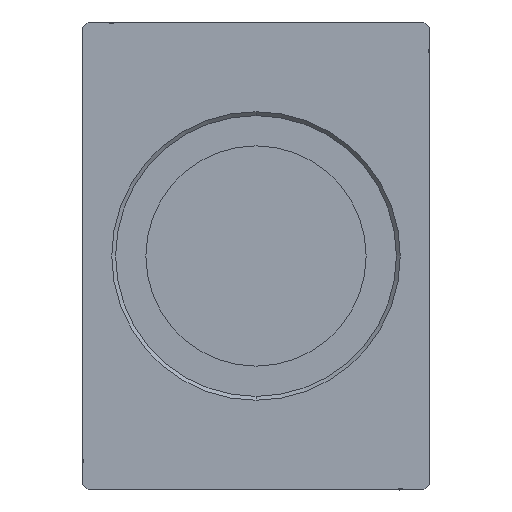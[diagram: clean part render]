
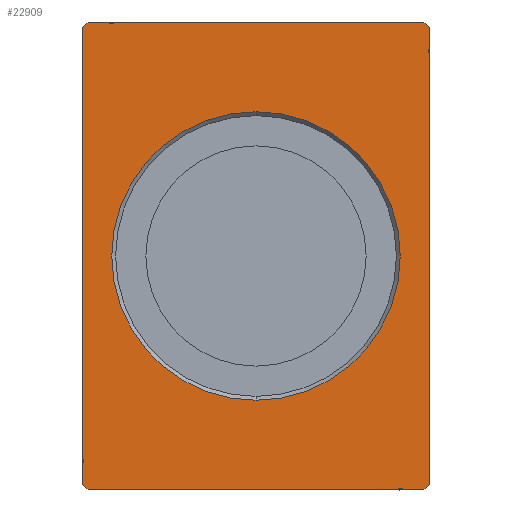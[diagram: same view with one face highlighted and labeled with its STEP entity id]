
A CAD part, left-side view. The second image highlights one B-rep face of the part: STEP entity #22909.
In plain terms, the highlighted planar face has unit normal (-1, 0, 0).
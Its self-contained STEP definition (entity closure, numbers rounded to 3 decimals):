
#144 = LINE ( 'NONE', #12882, #39719 ) ;
#281 = CARTESIAN_POINT ( 'NONE',  ( 0., 31.5, 41.5 ) ) ;
#668 = CARTESIAN_POINT ( 'NONE',  ( 0., 0., 0. ) ) ;
#1470 = DIRECTION ( 'NONE',  ( 0., -0.707, 0.707 ) ) ;
#1489 = VECTOR ( 'NONE', #17866, 1000. ) ;
#1870 = CARTESIAN_POINT ( 'NONE',  ( 0., 0., -26.2 ) ) ;
#2024 = EDGE_CURVE ( 'NONE', #16646, #16068, #3071, .T. ) ;
#2686 = CARTESIAN_POINT ( 'NONE',  ( 0., 30.5, 42.5 ) ) ;
#3071 = LINE ( 'NONE', #15415, #34779 ) ;
#3391 = EDGE_CURVE ( 'NONE', #16068, #37095, #26227, .T. ) ;
#4110 = DIRECTION ( 'NONE',  ( 1., 0., 0. ) ) ;
#4390 = VECTOR ( 'NONE', #38173, 1000. ) ;
#4422 = PLANE ( 'NONE',  #36246 ) ;
#5125 = VERTEX_POINT ( 'NONE', #30565 ) ;
#5456 = CARTESIAN_POINT ( 'NONE',  ( 0., -31.5, 41.5 ) ) ;
#5702 = CARTESIAN_POINT ( 'NONE',  ( 0., 0., 26.2 ) ) ;
#5957 = ORIENTED_EDGE ( 'NONE', *, *, #17565, .F. ) ;
#6387 = EDGE_CURVE ( 'NONE', #25110, #39168, #23389, .T. ) ;
#6794 = ORIENTED_EDGE ( 'NONE', *, *, #31295, .F. ) ;
#7066 = DIRECTION ( 'NONE',  ( 1., 0., 0. ) ) ;
#7469 = EDGE_CURVE ( 'NONE', #5125, #18329, #17079, .T. ) ;
#7695 = DIRECTION ( 'NONE',  ( 0., 1., 0. ) ) ;
#8313 = ORIENTED_EDGE ( 'NONE', *, *, #3391, .F. ) ;
#8450 = ORIENTED_EDGE ( 'NONE', *, *, #27075, .F. ) ;
#8745 = LINE ( 'NONE', #15207, #1489 ) ;
#9812 = VERTEX_POINT ( 'NONE', #1870 ) ;
#10158 = ORIENTED_EDGE ( 'NONE', *, *, #6387, .F. ) ;
#10513 = CARTESIAN_POINT ( 'NONE',  ( 0., -31.5, -41.5 ) ) ;
#10760 = EDGE_LOOP ( 'NONE', ( #6794, #31747, #37805, #5957, #10158, #8450, #8313, #15489 ) ) ;
#10876 = FACE_BOUND ( 'NONE', #33650, .T. ) ;
#12882 = CARTESIAN_POINT ( 'NONE',  ( 0., 30.5, -42.5 ) ) ;
#13284 = CARTESIAN_POINT ( 'NONE',  ( 0., 30.5, -42.5 ) ) ;
#13934 = VERTEX_POINT ( 'NONE', #13284 ) ;
#14787 = DIRECTION ( 'NONE',  ( 1., 0., 0. ) ) ;
#15207 = CARTESIAN_POINT ( 'NONE',  ( 0., -31.5, 41.5 ) ) ;
#15415 = CARTESIAN_POINT ( 'NONE',  ( 0., 30.5, 42.5 ) ) ;
#15489 = ORIENTED_EDGE ( 'NONE', *, *, #2024, .F. ) ;
#15839 = DIRECTION ( 'NONE',  ( 0., 0., -1. ) ) ;
#15972 = VECTOR ( 'NONE', #23401, 1000. ) ;
#16068 = VERTEX_POINT ( 'NONE', #38857 ) ;
#16117 = ORIENTED_EDGE ( 'NONE', *, *, #35175, .T. ) ;
#16646 = VERTEX_POINT ( 'NONE', #2686 ) ;
#16770 = DIRECTION ( 'NONE',  ( 0., 0., -1. ) ) ;
#17079 = LINE ( 'NONE', #23153, #34775 ) ;
#17453 = CARTESIAN_POINT ( 'NONE',  ( 0., 31.5, 41.5 ) ) ;
#17565 = EDGE_CURVE ( 'NONE', #39168, #13934, #35416, .T. ) ;
#17866 = DIRECTION ( 'NONE',  ( 0., 0., -1. ) ) ;
#18329 = VERTEX_POINT ( 'NONE', #281 ) ;
#18772 = EDGE_CURVE ( 'NONE', #13934, #5125, #144, .T. ) ;
#19167 = DIRECTION ( 'NONE',  ( 0., 0.707, 0.707 ) ) ;
#20982 = ORIENTED_EDGE ( 'NONE', *, *, #31256, .T. ) ;
#22909 = ADVANCED_FACE ( 'NONE', ( #10876, #23033 ), #4422, .F. ) ;
#23033 = FACE_OUTER_BOUND ( 'NONE', #10760, .T. ) ;
#23153 = CARTESIAN_POINT ( 'NONE',  ( 0., 31.5, -41.5 ) ) ;
#23314 = LINE ( 'NONE', #17453, #38419 ) ;
#23350 = DIRECTION ( 'NONE',  ( 0., 0., 1. ) ) ;
#23389 = LINE ( 'NONE', #26408, #4390 ) ;
#23401 = DIRECTION ( 'NONE',  ( 0., -0.707, -0.707 ) ) ;
#24212 = CIRCLE ( 'NONE', #24844, 26.2 ) ;
#24303 = DIRECTION ( 'NONE',  ( 0., 0., -1. ) ) ;
#24844 = AXIS2_PLACEMENT_3D ( 'NONE', #668, #4110, #15839 ) ;
#25110 = VERTEX_POINT ( 'NONE', #10513 ) ;
#25482 = CIRCLE ( 'NONE', #37118, 26.2 ) ;
#26227 = LINE ( 'NONE', #38771, #15972 ) ;
#26408 = CARTESIAN_POINT ( 'NONE',  ( 0., -31.5, -41.5 ) ) ;
#27047 = VERTEX_POINT ( 'NONE', #5702 ) ;
#27075 = EDGE_CURVE ( 'NONE', #37095, #25110, #8745, .T. ) ;
#27288 = VECTOR ( 'NONE', #7695, 1000. ) ;
#27752 = DIRECTION ( 'NONE',  ( 0., -1., 0. ) ) ;
#28502 = CARTESIAN_POINT ( 'NONE',  ( 0., 0., 0. ) ) ;
#28816 = CARTESIAN_POINT ( 'NONE',  ( 0., -30.5, -42.5 ) ) ;
#30565 = CARTESIAN_POINT ( 'NONE',  ( 0., 31.5, -41.5 ) ) ;
#31256 = EDGE_CURVE ( 'NONE', #27047, #9812, #24212, .T. ) ;
#31295 = EDGE_CURVE ( 'NONE', #18329, #16646, #23314, .T. ) ;
#31747 = ORIENTED_EDGE ( 'NONE', *, *, #7469, .F. ) ;
#32376 = CARTESIAN_POINT ( 'NONE',  ( 0., -30.5, -42.5 ) ) ;
#33650 = EDGE_LOOP ( 'NONE', ( #20982, #16117 ) ) ;
#34775 = VECTOR ( 'NONE', #23350, 1000. ) ;
#34779 = VECTOR ( 'NONE', #27752, 1000. ) ;
#35175 = EDGE_CURVE ( 'NONE', #9812, #27047, #25482, .T. ) ;
#35416 = LINE ( 'NONE', #32376, #27288 ) ;
#36246 = AXIS2_PLACEMENT_3D ( 'NONE', #28502, #7066, #16770 ) ;
#36254 = CARTESIAN_POINT ( 'NONE',  ( 0., 0., 0. ) ) ;
#37095 = VERTEX_POINT ( 'NONE', #5456 ) ;
#37118 = AXIS2_PLACEMENT_3D ( 'NONE', #36254, #14787, #24303 ) ;
#37805 = ORIENTED_EDGE ( 'NONE', *, *, #18772, .F. ) ;
#38173 = DIRECTION ( 'NONE',  ( 0., 0.707, -0.707 ) ) ;
#38419 = VECTOR ( 'NONE', #1470, 1000. ) ;
#38771 = CARTESIAN_POINT ( 'NONE',  ( 0., -30.5, 42.5 ) ) ;
#38857 = CARTESIAN_POINT ( 'NONE',  ( 0., -30.5, 42.5 ) ) ;
#39168 = VERTEX_POINT ( 'NONE', #28816 ) ;
#39719 = VECTOR ( 'NONE', #19167, 1000. ) ;
